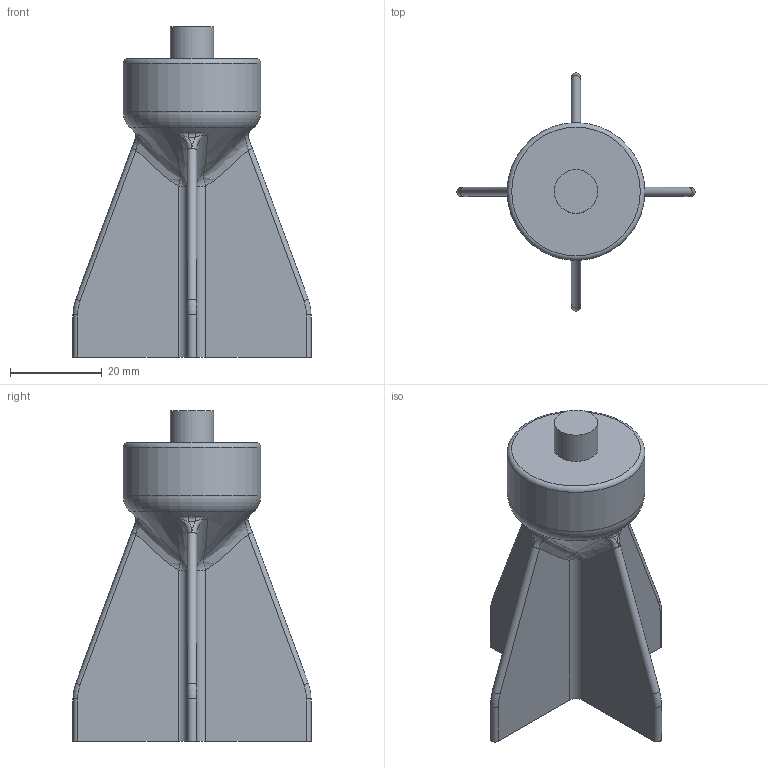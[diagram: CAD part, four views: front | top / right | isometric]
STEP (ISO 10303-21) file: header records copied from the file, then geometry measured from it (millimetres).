
FILE_DESCRIPTION(/* description */ (''),/* implementation_level */ '2;1');
FILE_NAME(/* name */ 'arm alignment tool v2.step',/* time_stamp */ '2024-11-20T19:27:26-05:00',/* author */ (''),/* organization */ (''),/* preprocessor_version */ 'ST-DEVELOPER v20',/* originating_system */ 'Autodesk Translation Framework v13.20.0.188',/* authorisation */ '');
FILE_SCHEMA (('AUTOMOTIVE_DESIGN { 1 0 10303 214 3 1 1 }'));
Length unit declared in the file: millimetre
Products named in the file (1): arm alignment tool
Bounding box: 51.83 x 51.83 x 72 mm (x, y, z)
Volume: 20915.7 mm3; surface area: 10334.3 mm2
Topology: 1 solids, 1 shells, 68 faces, 166 edges, 89 vertices
Faces by surface type: bspline 32, plane 15, cylinder 14, torus 6, cone 1
Full cylindrical faces by diameter (mm): 9.5 x1, 30 x1
Entity records: 3028 total; most frequent: CARTESIAN_POINT 1669, ORIENTED_EDGE 308, DIRECTION 217, EDGE_CURVE 154, AXIS2_PLACEMENT_3D 91, VERTEX_POINT 89, EDGE_LOOP 69, FACE_OUTER_BOUND 68
